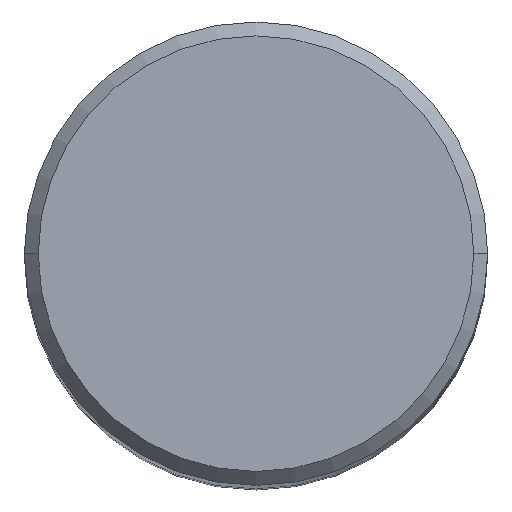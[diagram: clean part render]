
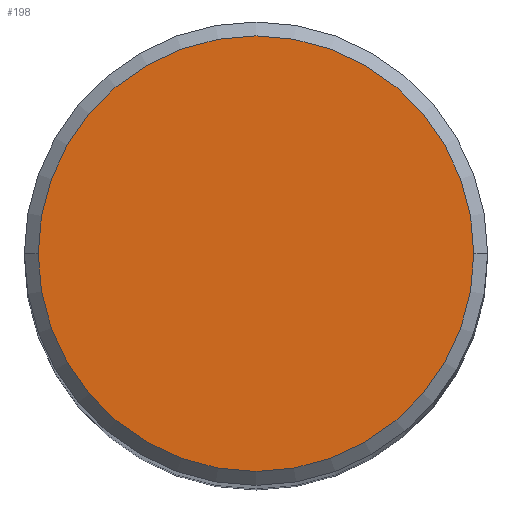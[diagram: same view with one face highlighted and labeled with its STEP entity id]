
A CAD part, top view. The second image highlights one B-rep face of the part: STEP entity #198.
In plain terms, the highlighted planar face has unit normal (0, 0, 1).
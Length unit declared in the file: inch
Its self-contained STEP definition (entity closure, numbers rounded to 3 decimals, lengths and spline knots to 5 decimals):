
#7 = CARTESIAN_POINT ( 'NONE',  ( 0., 0., 3. ) ) ;
#35 = CARTESIAN_POINT ( 'NONE',  ( 0., 0., 3. ) ) ;
#42 = VERTEX_POINT ( 'NONE', #47 ) ;
#43 = EDGE_CURVE ( 'NONE', #42, #181, #293, .T. ) ;
#47 = CARTESIAN_POINT ( 'NONE',  ( 0.235, 0., 3. ) ) ;
#59 = PLANE ( 'NONE',  #283 ) ;
#60 = CARTESIAN_POINT ( 'NONE',  ( -0.235, 0., 3. ) ) ;
#78 = DIRECTION ( 'NONE',  ( 0., 0., 1. ) ) ;
#84 = AXIS2_PLACEMENT_3D ( 'NONE', #7, #78, #170 ) ;
#110 = FACE_OUTER_BOUND ( 'NONE', #261, .T. ) ;
#113 = ORIENTED_EDGE ( 'NONE', *, *, #43, .T. ) ;
#119 = ORIENTED_EDGE ( 'NONE', *, *, #122, .T. ) ;
#122 = EDGE_CURVE ( 'NONE', #181, #42, #166, .T. ) ;
#145 = DIRECTION ( 'NONE',  ( 1., 0., 0. ) ) ;
#164 = AXIS2_PLACEMENT_3D ( 'NONE', #165, #217, #145 ) ;
#165 = CARTESIAN_POINT ( 'NONE',  ( 0., 0., 3. ) ) ;
#166 = CIRCLE ( 'NONE', #84, 0.235 ) ;
#170 = DIRECTION ( 'NONE',  ( 1., 0., 0. ) ) ;
#181 = VERTEX_POINT ( 'NONE', #60 ) ;
#198 = ADVANCED_FACE ( 'NONE', ( #110 ), #59, .T. ) ;
#201 = DIRECTION ( 'NONE',  ( 0., 0., 1. ) ) ;
#217 = DIRECTION ( 'NONE',  ( 0., 0., 1. ) ) ;
#261 = EDGE_LOOP ( 'NONE', ( #119, #113 ) ) ;
#267 = DIRECTION ( 'NONE',  ( 1., 0., 0. ) ) ;
#283 = AXIS2_PLACEMENT_3D ( 'NONE', #35, #201, #267 ) ;
#293 = CIRCLE ( 'NONE', #164, 0.235 ) ;
